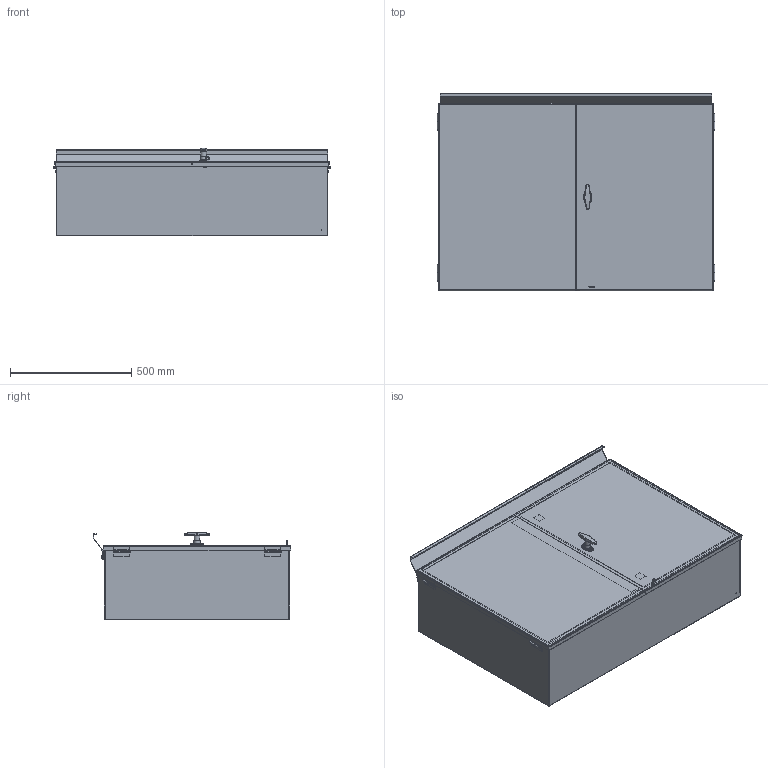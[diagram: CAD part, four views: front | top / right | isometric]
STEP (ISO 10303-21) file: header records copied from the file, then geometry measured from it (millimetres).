
FILE_DESCRIPTION(/* description */ ('CTDD, NEMA 3R, WAL MOUNT, BTB, 30X44X12'),/* implementation_level */ '2;1');
FILE_NAME(/* name */ 'CTDD443012.stp',/* time_stamp */ '2015-01-29T15:51:38-07:00',/* author */ ('samuelbadillo'),/* organization */ (''),/* preprocessor_version */ 'ST-DEVELOPER v15.2',/* originating_system */ 'Autodesk Inventor 2014',/* authorisation */ '');
FILE_SCHEMA (('AUTOMOTIVE_DESIGN { 1 0 10303 214 3 1 1 }'));
Length unit declared in the file: inch
Products named in the file (35): CTDD443012BTB; CTDD3012LRS; 38822; HC2527; HFW328178; CTDD4430RDR; CTDD4430LDR; CTDD30RABBIT; 3504; 34929; 30221; 30028; 3125; HFW328177TP; HFW328177AX1; HFW328177; HC2526TP; HC2526TL; HC2526; CTDD4430RDRGSK; CTDD4430LDRGSK; CTDD44DKGSK; CTDD44DK; 37237; 3907; 3905; 34932; 31815; 3245HANDLE; 3245BASE; 3245RETAINER; 3245SHAFT; 3245PIN; 3245; CTDD443012
Bounding box: 1142.99 x 812.67 x 361.56 mm (x, y, z)
Volume: 7898423.7 mm3; surface area: 6699095 mm2
Topology: 63 solids, 63 shells, 1073 faces, 2392 edges, 1470 vertices
Faces by surface type: plane 611, cylinder 220, cone 155, bspline 61, torus 22, sphere 4
Full cylindrical faces by diameter (mm): 2.381 x4, 3.175 x1, 3.556 x1, 4.064 x2, 4.674 x4, 4.978 x7, 5.969 x5, 6.35 x9, 6.604 x5, 6.985 x5, 7.137 x2, 7.144 x16, 7.366 x5, 9.128 x2, 9.525 x11, 11.049 x2, 11.125 x7, 11.735 x6, 15.24 x5, 15.875 x6, 16.272 x1, 16.51 x5, 22.225 x1, 23.812 x1, 24.765 x1
Entity records: 20337 total; most frequent: CARTESIAN_POINT 5439, DIRECTION 2976, ORIENTED_EDGE 2724, EDGE_CURVE 1362, AXIS2_PLACEMENT_3D 1102, VERTEX_POINT 888, EDGE_LOOP 800, LINE 772
